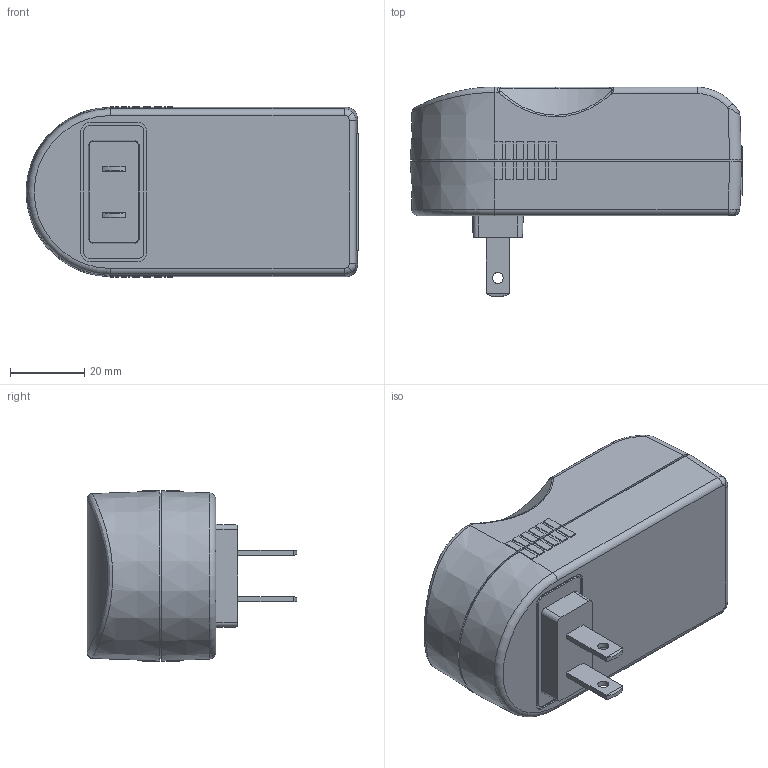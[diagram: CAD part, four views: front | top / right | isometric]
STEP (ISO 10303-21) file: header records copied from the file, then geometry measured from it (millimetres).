
FILE_DESCRIPTION (( 'STEP AP214' ), '1' );
FILE_NAME ('PSW4824-POE.STEP', '2012-11-15T21:38:08', ( 'x' ), ( '' ), 'SwSTEP 2.0', 'SolidWorks 2012', '' );
FILE_SCHEMA (( 'AUTOMOTIVE_DESIGN' ));
Length unit declared in the file: inch
Products named in the file (1): PSW4824-POE
Bounding box: 89.53 x 56.58 x 46.02 mm (x, y, z)
Volume: 127936.5 mm3; surface area: 17520.5 mm2
Topology: 1 solids, 1 shells, 323 faces, 874 edges, 570 vertices
Faces by surface type: plane 237, bspline 39, cylinder 34, cone 10, torus 3
Entity records: 15899 total; most frequent: CARTESIAN_POINT 3889, ORIENTED_EDGE 1748, DIRECTION 1442, EDGE_CURVE 874, VECTOR 704, LINE 704, VERTEX_POINT 570, AXIS2_PLACEMENT_3D 369
